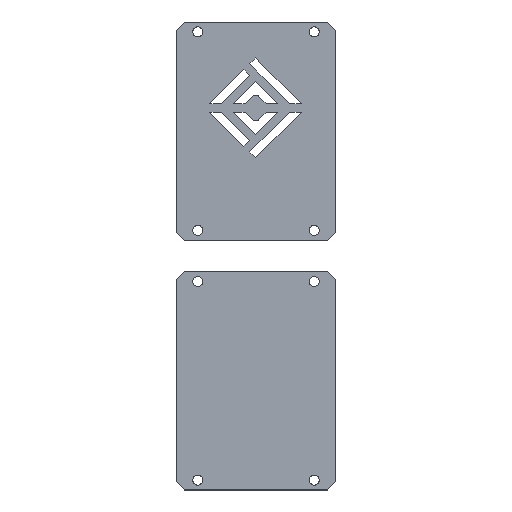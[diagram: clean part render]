
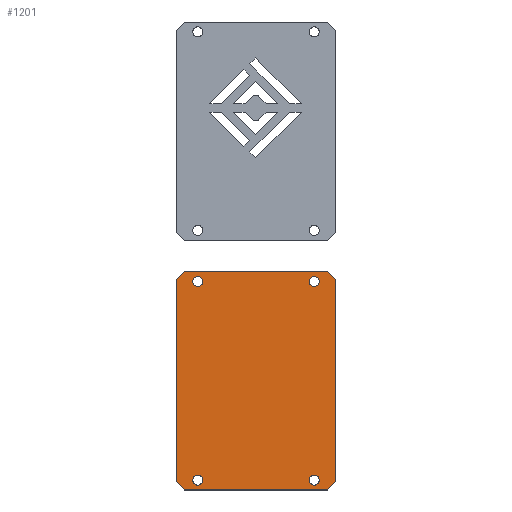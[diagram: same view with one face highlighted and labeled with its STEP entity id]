
A CAD part, top view. The second image highlights one B-rep face of the part: STEP entity #1201.
In plain terms, the highlighted planar face has unit normal (0, 0, 1).
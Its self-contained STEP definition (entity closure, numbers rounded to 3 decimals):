
#37=FACE_BOUND('',#210,.T.);
#38=FACE_BOUND('',#211,.T.);
#39=FACE_BOUND('',#212,.T.);
#40=FACE_BOUND('',#213,.T.);
#58=CIRCLE('',#1276,1.8);
#60=CIRCLE('',#1279,1.8);
#62=CIRCLE('',#1282,1.8);
#64=CIRCLE('',#1285,1.8);
#131=FACE_OUTER_BOUND('',#209,.T.);
#209=EDGE_LOOP('',(#1073,#1074,#1075,#1076,#1077,#1078,#1079,#1080));
#210=EDGE_LOOP('',(#1081));
#211=EDGE_LOOP('',(#1082));
#212=EDGE_LOOP('',(#1083));
#213=EDGE_LOOP('',(#1084));
#337=LINE('',#1878,#479);
#341=LINE('',#1886,#483);
#344=LINE('',#1892,#486);
#347=LINE('',#1898,#489);
#350=LINE('',#1904,#492);
#353=LINE('',#1910,#495);
#356=LINE('',#1916,#498);
#359=LINE('',#1921,#501);
#479=VECTOR('',#1554,10.);
#483=VECTOR('',#1560,10.);
#486=VECTOR('',#1565,10.);
#489=VECTOR('',#1570,10.);
#492=VECTOR('',#1575,10.);
#495=VECTOR('',#1580,10.);
#498=VECTOR('',#1585,10.);
#501=VECTOR('',#1590,10.);
#588=VERTEX_POINT('',#1854);
#590=VERTEX_POINT('',#1860);
#592=VERTEX_POINT('',#1866);
#594=VERTEX_POINT('',#1872);
#595=VERTEX_POINT('',#1876);
#596=VERTEX_POINT('',#1877);
#599=VERTEX_POINT('',#1885);
#601=VERTEX_POINT('',#1891);
#603=VERTEX_POINT('',#1897);
#605=VERTEX_POINT('',#1903);
#607=VERTEX_POINT('',#1909);
#609=VERTEX_POINT('',#1915);
#739=EDGE_CURVE('',#588,#588,#58,.T.);
#742=EDGE_CURVE('',#590,#590,#60,.T.);
#745=EDGE_CURVE('',#592,#592,#62,.T.);
#748=EDGE_CURVE('',#594,#594,#64,.T.);
#749=EDGE_CURVE('',#595,#596,#337,.T.);
#753=EDGE_CURVE('',#596,#599,#341,.T.);
#756=EDGE_CURVE('',#601,#599,#344,.T.);
#759=EDGE_CURVE('',#601,#603,#347,.T.);
#762=EDGE_CURVE('',#603,#605,#350,.T.);
#765=EDGE_CURVE('',#605,#607,#353,.T.);
#768=EDGE_CURVE('',#609,#607,#356,.T.);
#771=EDGE_CURVE('',#609,#595,#359,.T.);
#1073=ORIENTED_EDGE('',*,*,#771,.T.);
#1074=ORIENTED_EDGE('',*,*,#749,.T.);
#1075=ORIENTED_EDGE('',*,*,#753,.T.);
#1076=ORIENTED_EDGE('',*,*,#756,.F.);
#1077=ORIENTED_EDGE('',*,*,#759,.T.);
#1078=ORIENTED_EDGE('',*,*,#762,.T.);
#1079=ORIENTED_EDGE('',*,*,#765,.T.);
#1080=ORIENTED_EDGE('',*,*,#768,.F.);
#1081=ORIENTED_EDGE('',*,*,#748,.T.);
#1082=ORIENTED_EDGE('',*,*,#745,.T.);
#1083=ORIENTED_EDGE('',*,*,#742,.T.);
#1084=ORIENTED_EDGE('',*,*,#739,.T.);
#1143=PLANE('',#1294);
#1201=ADVANCED_FACE('',(#131,#37,#38,#39,#40),#1143,.T.);
#1276=AXIS2_PLACEMENT_3D('',#1856,#1529,#1530);
#1279=AXIS2_PLACEMENT_3D('',#1862,#1536,#1537);
#1282=AXIS2_PLACEMENT_3D('',#1868,#1543,#1544);
#1285=AXIS2_PLACEMENT_3D('',#1874,#1550,#1551);
#1294=AXIS2_PLACEMENT_3D('',#1923,#1592,#1593);
#1529=DIRECTION('center_axis',(0.,0.,-1.));
#1530=DIRECTION('ref_axis',(0.,-1.,0.));
#1536=DIRECTION('center_axis',(0.,0.,-1.));
#1537=DIRECTION('ref_axis',(0.,-1.,0.));
#1543=DIRECTION('center_axis',(0.,0.,-1.));
#1544=DIRECTION('ref_axis',(0.,-1.,0.));
#1550=DIRECTION('center_axis',(0.,0.,-1.));
#1551=DIRECTION('ref_axis',(0.,-1.,0.));
#1554=DIRECTION('',(-0.707,0.707,0.));
#1560=DIRECTION('',(-1.,0.,0.));
#1565=DIRECTION('',(0.707,0.707,0.));
#1570=DIRECTION('',(0.,-1.,0.));
#1575=DIRECTION('',(0.707,-0.707,0.));
#1580=DIRECTION('',(1.,0.,0.));
#1585=DIRECTION('',(-0.707,-0.707,0.));
#1590=DIRECTION('',(0.,1.,0.));
#1592=DIRECTION('center_axis',(0.,0.,1.));
#1593=DIRECTION('ref_axis',(0.,-1.,0.));
#1854=CARTESIAN_POINT('',(101.2,-96.535,5.004));
#1856=CARTESIAN_POINT('Origin',(101.2,-98.335,5.004));
#1860=CARTESIAN_POINT('',(143.2,-168.035,5.004));
#1862=CARTESIAN_POINT('Origin',(143.2,-169.835,5.004));
#1866=CARTESIAN_POINT('',(101.2,-168.035,5.004));
#1868=CARTESIAN_POINT('Origin',(101.2,-169.835,5.004));
#1872=CARTESIAN_POINT('',(143.2,-96.535,5.004));
#1874=CARTESIAN_POINT('Origin',(143.2,-98.335,5.004));
#1876=CARTESIAN_POINT('',(151.,-97.668,5.004));
#1877=CARTESIAN_POINT('',(148.117,-94.785,5.004));
#1878=CARTESIAN_POINT('',(151.,-97.668,5.004));
#1885=CARTESIAN_POINT('',(96.283,-94.785,5.004));
#1886=CARTESIAN_POINT('',(148.117,-94.785,5.004));
#1891=CARTESIAN_POINT('',(93.4,-97.668,5.004));
#1892=CARTESIAN_POINT('',(93.4,-97.668,5.004));
#1897=CARTESIAN_POINT('',(93.4,-170.502,5.004));
#1898=CARTESIAN_POINT('',(93.4,-97.668,5.004));
#1903=CARTESIAN_POINT('',(96.283,-173.385,5.004));
#1904=CARTESIAN_POINT('',(93.4,-170.502,5.004));
#1909=CARTESIAN_POINT('',(148.117,-173.385,5.004));
#1910=CARTESIAN_POINT('',(96.283,-173.385,5.004));
#1915=CARTESIAN_POINT('',(151.,-170.502,5.004));
#1916=CARTESIAN_POINT('',(151.,-170.502,5.004));
#1921=CARTESIAN_POINT('',(151.,-166.085,5.004));
#1923=CARTESIAN_POINT('Origin',(122.2,-134.085,5.004));
